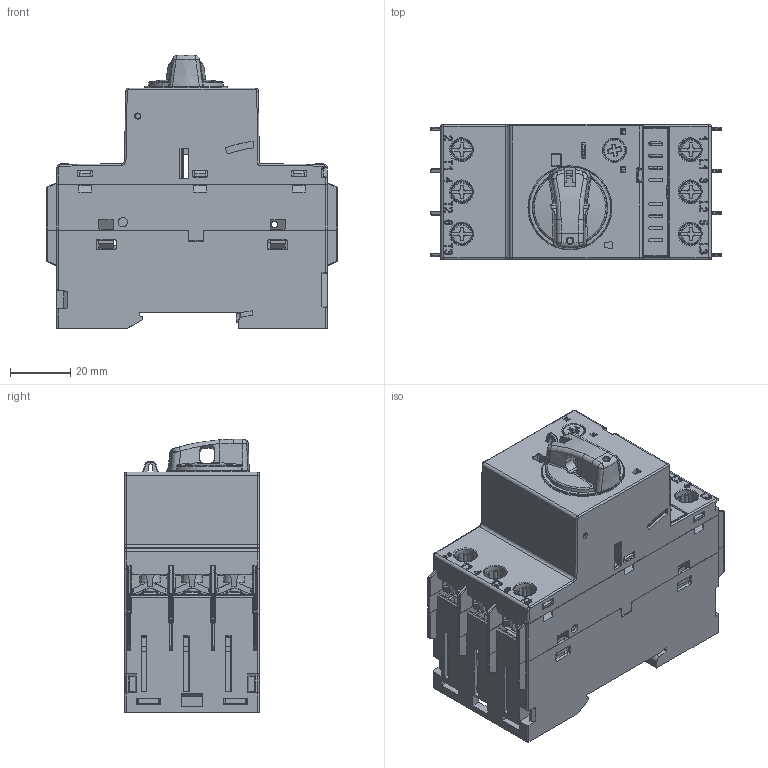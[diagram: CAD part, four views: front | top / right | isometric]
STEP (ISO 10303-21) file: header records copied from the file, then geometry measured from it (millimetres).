
FILE_DESCRIPTION(/* description */ (''),/* implementation_level */ '2;1');
FILE_NAME(/* name */ 'FILE_STP_CAD_DRAWING_SM1R____CATALOG_prt.stp',/* time_stamp */ '2020-11-11T08:20:02+01:00',/* author */ (''),/* organization */ (''),/* preprocessor_version */ 'ST-DEVELOPER v16.7',/* originating_system */ 'SIEMENS PLM Software NX 12.0',/* authorisation */ '');
FILE_SCHEMA (('AUTOMOTIVE_DESIGN { 1 0 10303 214 3 1 1 1 }'));
Products named in the file (1): SM1R..._CATALOG
Bounding box: 96.6 x 44.8 x 90.9 mm (x, y, z)
Surface area: 57931 mm2 (no closed solid volume)
Topology: 0 solids, 47 shells, 2098 faces, 9561 edges, 7250 vertices
Faces by surface type: plane 1168, cylinder 500, bspline 247, cone 124, torus 51, sphere 8
Full cylindrical faces by diameter (mm): 2 x1, 2.1 x2, 3.05 x2, 3.2 x6, 4 x2, 4.5 x4, 7.45 x1
Entity records: 106300 total; most frequent: CARTESIAN_POINT 32429, DIRECTION 14509, ORIENTED_EDGE 13819, EDGE_CURVE 9470, VERTEX_POINT 7222, LINE 6031, VECTOR 6031, AXIS2_PLACEMENT_3D 4239
